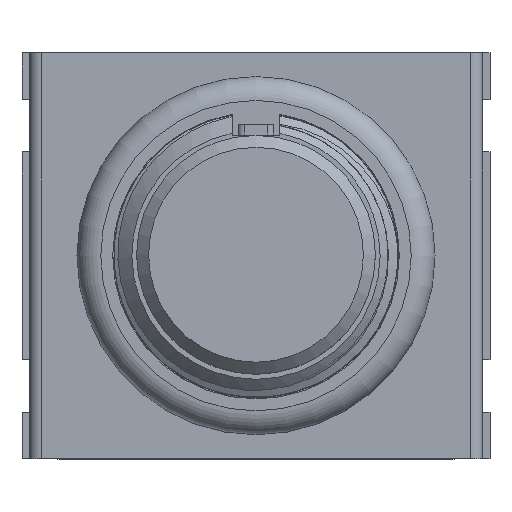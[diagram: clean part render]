
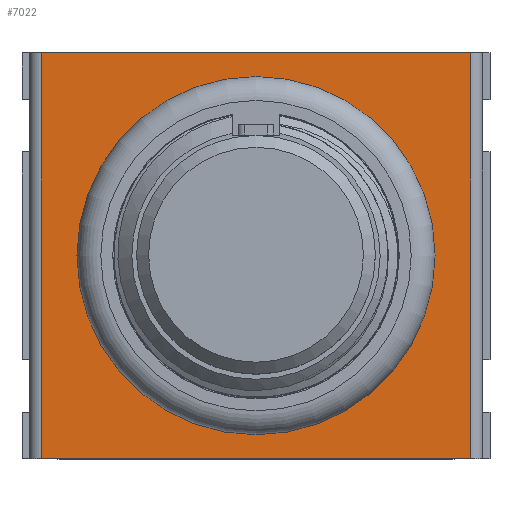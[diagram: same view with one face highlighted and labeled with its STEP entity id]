
A CAD part, top view. The second image highlights one B-rep face of the part: STEP entity #7022.
In plain terms, the highlighted planar face has unit normal (0, 0, 1).
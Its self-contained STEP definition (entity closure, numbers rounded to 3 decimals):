
#207=FACE_BOUND('',#1068,.T.);
#367=PLANE('',#7487);
#668=FACE_OUTER_BOUND('',#1067,.T.);
#1067=EDGE_LOOP('',(#5607,#5608,#5609,#5610));
#1068=EDGE_LOOP('',(#5611));
#1714=LINE('',#10445,#2518);
#1716=LINE('',#10451,#2520);
#1722=LINE('',#10463,#2526);
#1723=LINE('',#10464,#2527);
#2518=VECTOR('',#8616,10.);
#2520=VECTOR('',#8622,10.);
#2526=VECTOR('',#8632,10.);
#2527=VECTOR('',#8633,10.);
#2935=CIRCLE('',#7481,7.5);
#3318=VERTEX_POINT('',#10437);
#3320=VERTEX_POINT('',#10442);
#3321=VERTEX_POINT('',#10444);
#3323=VERTEX_POINT('',#10450);
#3327=VERTEX_POINT('',#10462);
#4164=EDGE_CURVE('',#3318,#3318,#2935,.T.);
#4166=EDGE_CURVE('',#3320,#3321,#1714,.T.);
#4169=EDGE_CURVE('',#3323,#3321,#1716,.T.);
#4176=EDGE_CURVE('',#3320,#3327,#1722,.T.);
#4177=EDGE_CURVE('',#3323,#3327,#1723,.T.);
#5607=ORIENTED_EDGE('',*,*,#4166,.F.);
#5608=ORIENTED_EDGE('',*,*,#4176,.T.);
#5609=ORIENTED_EDGE('',*,*,#4177,.F.);
#5610=ORIENTED_EDGE('',*,*,#4169,.T.);
#5611=ORIENTED_EDGE('',*,*,#4164,.T.);
#7022=ADVANCED_FACE('',(#668,#207),#367,.T.);
#7481=AXIS2_PLACEMENT_3D('',#10439,#8610,#8611);
#7487=AXIS2_PLACEMENT_3D('',#10461,#8630,#8631);
#8610=DIRECTION('center_axis',(0.,0.,-1.));
#8611=DIRECTION('ref_axis',(-1.,0.,0.));
#8616=DIRECTION('',(0.,-1.,0.));
#8622=DIRECTION('',(1.,0.,0.));
#8630=DIRECTION('center_axis',(0.,0.,1.));
#8631=DIRECTION('ref_axis',(1.,0.,0.));
#8632=DIRECTION('',(-1.,0.,0.));
#8633=DIRECTION('',(0.,1.,0.));
#10437=CARTESIAN_POINT('',(-7.5,0.,15.7));
#10439=CARTESIAN_POINT('Origin',(0.,0.,15.7));
#10442=CARTESIAN_POINT('',(9.,8.5,15.7));
#10444=CARTESIAN_POINT('',(9.,-8.5,15.7));
#10445=CARTESIAN_POINT('',(9.,-4.25,15.7));
#10450=CARTESIAN_POINT('',(-9.,-8.5,15.7));
#10451=CARTESIAN_POINT('',(-9.5,-8.5,15.7));
#10461=CARTESIAN_POINT('Origin',(0.,0.,
15.7));
#10462=CARTESIAN_POINT('',(-9.,8.5,15.7));
#10463=CARTESIAN_POINT('',(9.5,8.5,15.7));
#10464=CARTESIAN_POINT('',(-9.,4.25,15.7));
